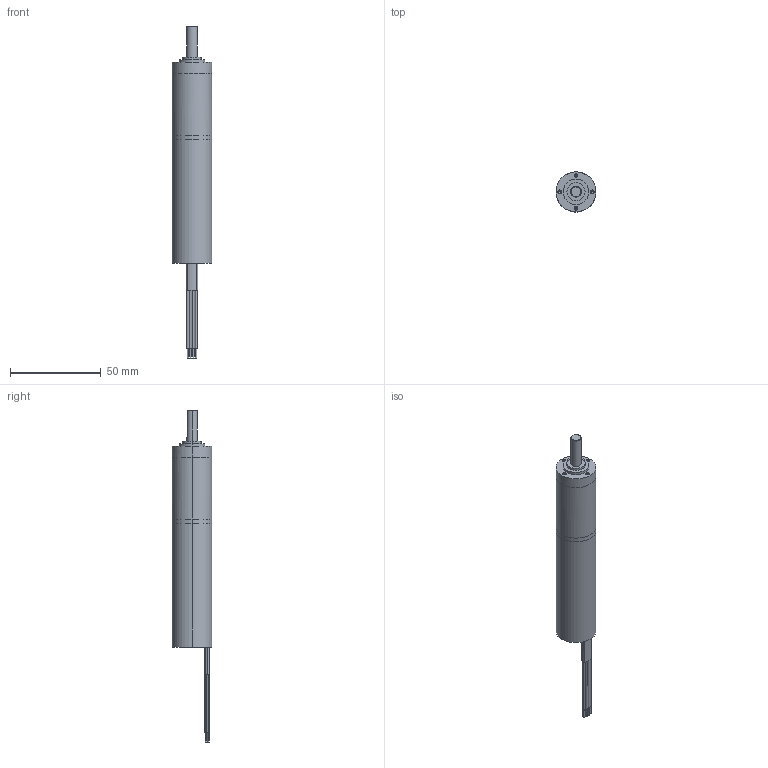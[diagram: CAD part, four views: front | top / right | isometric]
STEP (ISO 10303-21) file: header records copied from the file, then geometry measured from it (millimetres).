
FILE_DESCRIPTION (( 'STEP AP214' ), '1' );
FILE_NAME ('BLWRPG093S-R139.STEP', '2009-12-11T23:59:00', ( 'Tim Raines' ), ( 'Anaheim Automation' ), 'SwSTEP 2.0', 'SolidWorks 2010', '' );
FILE_SCHEMA (( 'AUTOMOTIVE_DESIGN' ));
Length unit declared in the file: millimetre
Products named in the file (1): BLWRPG093S-R139
Bounding box: 22 x 22 x 182.75 mm (x, y, z)
Volume: 43044.1 mm3; surface area: 11250.6 mm2
Topology: 2 solids, 4 shells, 174 faces, 386 edges, 232 vertices
Faces by surface type: cylinder 91, cone 45, plane 38
Entity records: 6696 total; most frequent: DIRECTION 917, CARTESIAN_POINT 813, ORIENTED_EDGE 732, AXIS2_PLACEMENT_3D 380, EDGE_CURVE 366, VERTEX_POINT 232, EDGE_LOOP 208, CIRCLE 205
